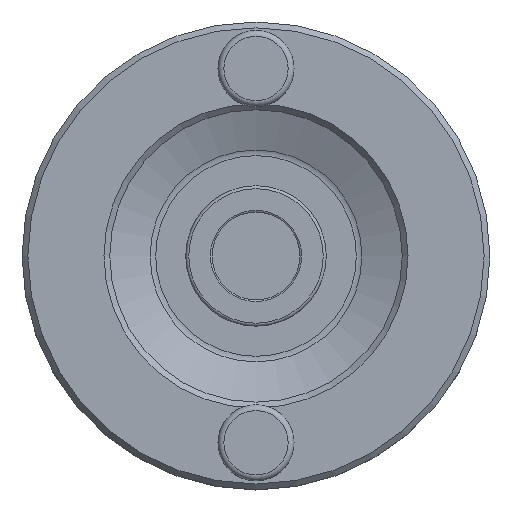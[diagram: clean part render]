
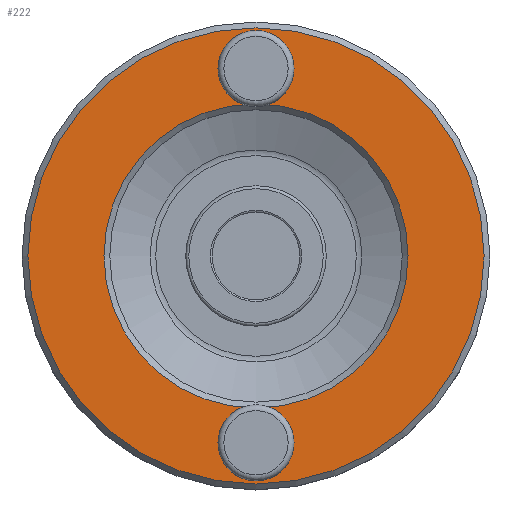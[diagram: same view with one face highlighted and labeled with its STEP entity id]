
A CAD part, top view. The second image highlights one B-rep face of the part: STEP entity #222.
In plain terms, the highlighted planar face has unit normal (0, 0, 1).
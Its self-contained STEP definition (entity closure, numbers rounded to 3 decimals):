
#222 = ADVANCED_FACE( '', ( #513, #514, #515, #516 ), #517, .F. );
#513 = FACE_BOUND( '', #1315, .T. );
#514 = FACE_OUTER_BOUND( '', #1316, .T. );
#515 = FACE_BOUND( '', #1317, .T. );
#516 = FACE_BOUND( '', #1318, .T. );
#517 = PLANE( '', #1319 );
#1315 = EDGE_LOOP( '', ( #2631 ) );
#1316 = EDGE_LOOP( '', ( #2632 ) );
#1317 = EDGE_LOOP( '', ( #2633 ) );
#1318 = EDGE_LOOP( '', ( #2634 ) );
#1319 = AXIS2_PLACEMENT_3D( '', #2635, #2636, #2637 );
#2631 = ORIENTED_EDGE( '', *, *, #3219, .F. );
#2632 = ORIENTED_EDGE( '', *, *, #3138, .T. );
#2633 = ORIENTED_EDGE( '', *, *, #3220, .T. );
#2634 = ORIENTED_EDGE( '', *, *, #3221, .F. );
#2635 = CARTESIAN_POINT( '', ( 0., 40., 21. ) );
#2636 = DIRECTION( '', ( 0., 0., -1. ) );
#2637 = DIRECTION( '', ( -1., 0., 0. ) );
#3138 = EDGE_CURVE( '', #3480, #3480, #3481, .F. );
#3219 = EDGE_CURVE( '', #3594, #3594, #3595, .T. );
#3220 = EDGE_CURVE( '', #3596, #3596, #3597, .T. );
#3221 = EDGE_CURVE( '', #3598, #3598, #3599, .T. );
#3480 = VERTEX_POINT( '', #4112 );
#3481 = CIRCLE( '', #4113, 39. );
#3594 = VERTEX_POINT( '', #4395 );
#3595 = CIRCLE( '', #4396, 5.043 );
#3596 = VERTEX_POINT( '', #4397 );
#3597 = CIRCLE( '', #4398, 26. );
#3598 = VERTEX_POINT( '', #4399 );
#3599 = CIRCLE( '', #4400, 5.043 );
#4112 = CARTESIAN_POINT( '', ( -39., 0., 21. ) );
#4113 = AXIS2_PLACEMENT_3D( '', #4911, #4912, #4913 );
#4395 = CARTESIAN_POINT( '', ( 5.043, 32., 21. ) );
#4396 = AXIS2_PLACEMENT_3D( '', #5000, #5001, #5002 );
#4397 = CARTESIAN_POINT( '', ( -26., 0., 21. ) );
#4398 = AXIS2_PLACEMENT_3D( '', #5003, #5004, #5005 );
#4399 = CARTESIAN_POINT( '', ( 5.043, -32., 21. ) );
#4400 = AXIS2_PLACEMENT_3D( '', #5006, #5007, #5008 );
#4911 = CARTESIAN_POINT( '', ( 0., 0., 21. ) );
#4912 = DIRECTION( '', ( 0., 0., -1. ) );
#4913 = DIRECTION( '', ( -1., 0., 0. ) );
#5000 = CARTESIAN_POINT( '', ( 0., 32., 21. ) );
#5001 = DIRECTION( '', ( 0., 0., 1. ) );
#5002 = DIRECTION( '', ( 1., 0., 0. ) );
#5003 = CARTESIAN_POINT( '', ( 0., 0., 21. ) );
#5004 = DIRECTION( '', ( 0., 0., -1. ) );
#5005 = DIRECTION( '', ( -1., 0., 0. ) );
#5006 = CARTESIAN_POINT( '', ( 0., -32., 21. ) );
#5007 = DIRECTION( '', ( 0., 0., 1. ) );
#5008 = DIRECTION( '', ( 1., 0., 0. ) );
